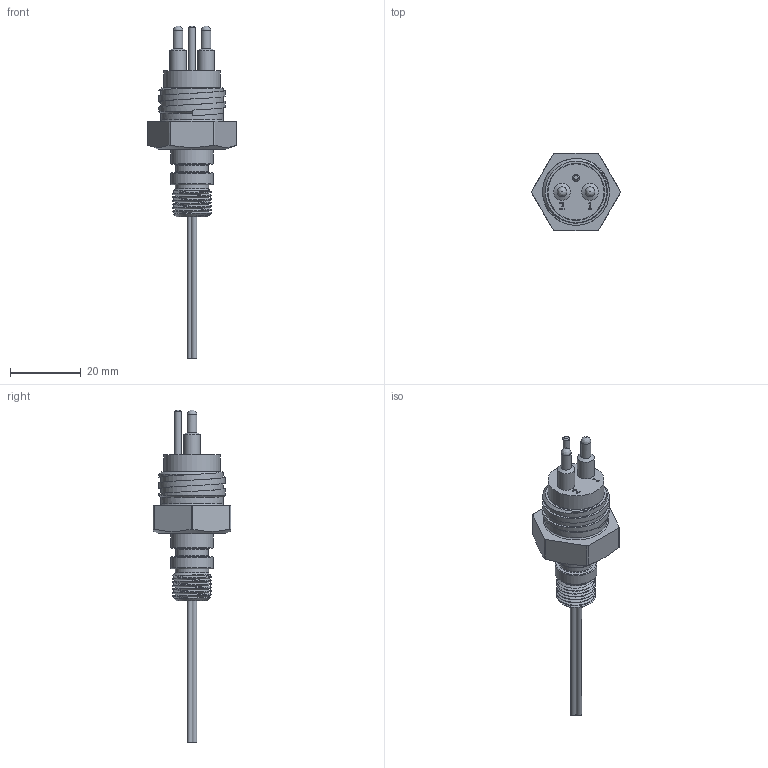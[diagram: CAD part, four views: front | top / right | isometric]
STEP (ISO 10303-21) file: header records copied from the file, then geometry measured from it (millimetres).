
FILE_DESCRIPTION(/* description */ (''),/* implementation_level */ '2;1');
FILE_NAME(/* name */ 'MCBH2M 2 O-ring 22mm Hex.stp',/* time_stamp */ '2014-11-26T15:15:47+01:00',/* author */ ('sh'),/* organization */ (''),/* preprocessor_version */ 'ST-DEVELOPER v15.2',/* originating_system */ 'Autodesk Inventor 2014',/* authorisation */ '');
FILE_SCHEMA (('AUTOMOTIVE_DESIGN { 1 0 10303 214 3 1 1 }'));
Length unit declared in the file: millimetre
Products named in the file (1): MCBH2M 2 O-ring 22mm Hex
Bounding box: 25.24 x 22 x 93.96 mm (x, y, z)
Volume: 8591.5 mm3; surface area: 6648.4 mm2
Topology: 7 solids, 7 shells, 129 faces, 321 edges, 217 vertices
Faces by surface type: plane 52, cylinder 32, bspline 18, cone 14, torus 13
Full cylindrical faces by diameter (mm): 1.524 x2, 1.981 x1, 2.032 x2, 2.779 x2, 4.801 x2, 5.537 x1, 7.264 x1, 9.322 x1, 9.398 x1, 11.918 x2, 13.5 x1, 15.875 x1, 15.9 x1, 16.129 x1, 17.704 x1, 17.971 x1
Entity records: 5475 total; most frequent: CARTESIAN_POINT 2671, ORIENTED_EDGE 510, DIRECTION 481, EDGE_CURVE 255, VERTEX_POINT 197, AXIS2_PLACEMENT_3D 196, EDGE_LOOP 188, ADVANCED_FACE 129
